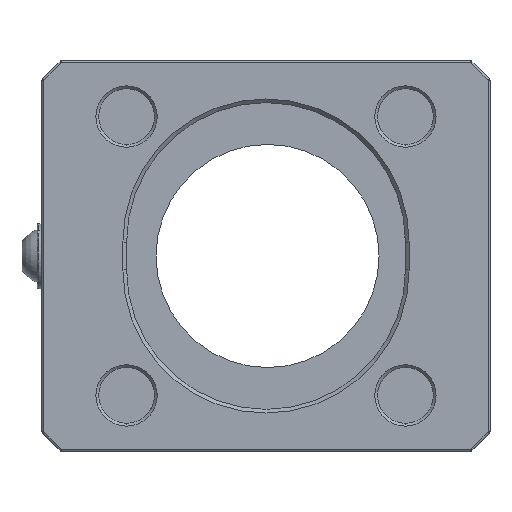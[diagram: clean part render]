
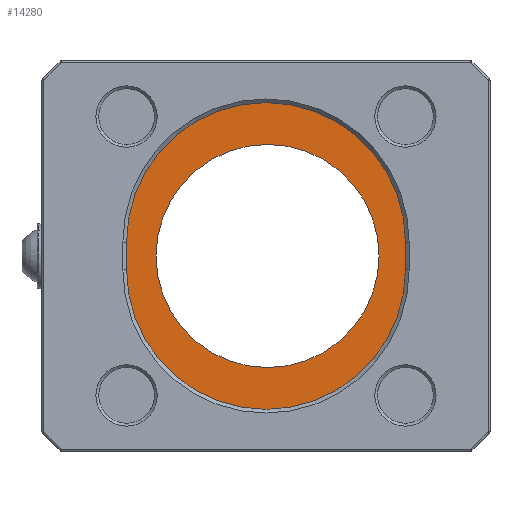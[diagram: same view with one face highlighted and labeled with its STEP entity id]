
A CAD part, front view. The second image highlights one B-rep face of the part: STEP entity #14280.
In plain terms, the highlighted planar face has unit normal (0, -1, 0).
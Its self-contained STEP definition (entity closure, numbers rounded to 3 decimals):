
#440 = CARTESIAN_POINT ( 'NONE',  ( 13.423, 3.553, 21. ) ) ;
#441 = LINE ( 'NONE', #27710, #8348 ) ;
#896 = AXIS2_PLACEMENT_3D ( 'NONE', #12114, #902, #31587 ) ;
#902 = DIRECTION ( 'NONE',  ( 0., 1., 0. ) ) ;
#971 = DIRECTION ( 'NONE',  ( 1., 0., 0. ) ) ;
#985 = DIRECTION ( 'NONE',  ( 0., 0., 1. ) ) ;
#1758 = VECTOR ( 'NONE', #15767, 1000. ) ;
#2101 = VECTOR ( 'NONE', #6400, 1000. ) ;
#2258 = FACE_BOUND ( 'NONE', #23550, .T. ) ;
#2659 = CARTESIAN_POINT ( 'NONE',  ( 4.784, 3.553, 0. ) ) ;
#4097 = VERTEX_POINT ( 'NONE', #15971 ) ;
#4246 = EDGE_CURVE ( 'NONE', #4381, #24586, #28069, .T. ) ;
#4381 = VERTEX_POINT ( 'NONE', #15054 ) ;
#4721 = VERTEX_POINT ( 'NONE', #23634 ) ;
#5284 = ORIENTED_EDGE ( 'NONE', *, *, #35729, .T. ) ;
#5512 = EDGE_CURVE ( 'NONE', #13715, #8230, #8408, .T. ) ;
#5763 = DIRECTION ( 'NONE',  ( -1., 0., 0. ) ) ;
#5958 = LINE ( 'NONE', #16593, #23786 ) ;
#6244 = ORIENTED_EDGE ( 'NONE', *, *, #19856, .T. ) ;
#6400 = DIRECTION ( 'NONE',  ( -1., 0., 0. ) ) ;
#6751 = CARTESIAN_POINT ( 'NONE',  ( -30.417, 3.553, -3.25 ) ) ;
#7271 = EDGE_CURVE ( 'NONE', #4097, #13509, #12559, .T. ) ;
#7372 = VECTOR ( 'NONE', #971, 1000. ) ;
#8225 = PLANE ( 'NONE',  #30586 ) ;
#8229 = ORIENTED_EDGE ( 'NONE', *, *, #7271, .T. ) ;
#8230 = VERTEX_POINT ( 'NONE', #2659 ) ;
#8348 = VECTOR ( 'NONE', #33841, 1000. ) ;
#8408 = CIRCLE ( 'NONE', #896, 12. ) ;
#8483 = CARTESIAN_POINT ( 'NONE',  ( -27.855, 3.553, 20.8 ) ) ;
#9874 = VERTEX_POINT ( 'NONE', #26733 ) ;
#10214 = CARTESIAN_POINT ( 'NONE',  ( 13.623, 3.553, 21. ) ) ;
#10570 = DIRECTION ( 'NONE',  ( 1., 0., 0. ) ) ;
#10933 = DIRECTION ( 'NONE',  ( 0., 1., 0. ) ) ;
#11884 = VECTOR ( 'NONE', #985, 1000. ) ;
#12114 = CARTESIAN_POINT ( 'NONE',  ( -7.216, 3.553, 0. ) ) ;
#12478 = VECTOR ( 'NONE', #5763, 1000. ) ;
#12559 = LINE ( 'NONE', #18110, #1758 ) ;
#13509 = VERTEX_POINT ( 'NONE', #31114 ) ;
#13715 = VERTEX_POINT ( 'NONE', #25256 ) ;
#13826 = CARTESIAN_POINT ( 'NONE',  ( -7.216, 3.553, 0. ) ) ;
#14280 = ADVANCED_FACE ( 'NONE', ( #2258, #24450 ), #8225, .F. ) ;
#14687 = CARTESIAN_POINT ( 'NONE',  ( 13.623, 3.553, 3.25 ) ) ;
#15054 = CARTESIAN_POINT ( 'NONE',  ( 13.423, 3.553, -20.8 ) ) ;
#15215 = CARTESIAN_POINT ( 'NONE',  ( -27.855, 3.553, 21. ) ) ;
#15255 = CARTESIAN_POINT ( 'NONE',  ( 13.423, 3.553, 20.8 ) ) ;
#15767 = DIRECTION ( 'NONE',  ( 0., 0., -1. ) ) ;
#15931 = ORIENTED_EDGE ( 'NONE', *, *, #33269, .T. ) ;
#15971 = CARTESIAN_POINT ( 'NONE',  ( -27.855, 3.553, 20.8 ) ) ;
#16039 = ORIENTED_EDGE ( 'NONE', *, *, #18221, .T. ) ;
#16293 = ORIENTED_EDGE ( 'NONE', *, *, #5512, .T. ) ;
#16593 = CARTESIAN_POINT ( 'NONE',  ( 13.623, 3.553, -20.8 ) ) ;
#17615 = AXIS2_PLACEMENT_3D ( 'NONE', #13826, #19564, #30414 ) ;
#17735 = DIRECTION ( 'NONE',  ( 0., 0., -1. ) ) ;
#17912 = LINE ( 'NONE', #14687, #7372 ) ;
#18110 = CARTESIAN_POINT ( 'NONE',  ( -27.855, 3.553, 21. ) ) ;
#18221 = EDGE_CURVE ( 'NONE', #24586, #4097, #22171, .T. ) ;
#18985 = EDGE_CURVE ( 'NONE', #4721, #24248, #20615, .T. ) ;
#19227 = CARTESIAN_POINT ( 'NONE',  ( -25.416, 3.553, 3.25 ) ) ;
#19564 = DIRECTION ( 'NONE',  ( 0., 1., 0. ) ) ;
#19856 = EDGE_CURVE ( 'NONE', #13509, #22593, #17912, .T. ) ;
#20575 = CARTESIAN_POINT ( 'NONE',  ( -27.855, 3.553, -3.25 ) ) ;
#20615 = LINE ( 'NONE', #6751, #2101 ) ;
#20799 = LINE ( 'NONE', #15215, #34574 ) ;
#20835 = EDGE_LOOP ( 'NONE', ( #28279, #15931, #32392, #16039, #8229, #6244, #5284, #23507 ) ) ;
#22171 = LINE ( 'NONE', #8483, #12478 ) ;
#22593 = VERTEX_POINT ( 'NONE', #19227 ) ;
#23507 = ORIENTED_EDGE ( 'NONE', *, *, #18985, .T. ) ;
#23550 = EDGE_LOOP ( 'NONE', ( #16293, #35406 ) ) ;
#23634 = CARTESIAN_POINT ( 'NONE',  ( -25.416, 3.553, -3.25 ) ) ;
#23786 = VECTOR ( 'NONE', #27608, 1000. ) ;
#24248 = VERTEX_POINT ( 'NONE', #20575 ) ;
#24450 = FACE_OUTER_BOUND ( 'NONE', #20835, .T. ) ;
#24586 = VERTEX_POINT ( 'NONE', #15255 ) ;
#24963 = EDGE_CURVE ( 'NONE', #24248, #9874, #20799, .T. ) ;
#25256 = CARTESIAN_POINT ( 'NONE',  ( -19.216, 3.553, 0. ) ) ;
#26733 = CARTESIAN_POINT ( 'NONE',  ( -27.855, 3.553, -20.8 ) ) ;
#27608 = DIRECTION ( 'NONE',  ( 1., 0., 0. ) ) ;
#27710 = CARTESIAN_POINT ( 'NONE',  ( -25.416, 3.553, 3.25 ) ) ;
#27765 = EDGE_CURVE ( 'NONE', #8230, #13715, #33198, .T. ) ;
#28069 = LINE ( 'NONE', #440, #11884 ) ;
#28279 = ORIENTED_EDGE ( 'NONE', *, *, #24963, .T. ) ;
#30414 = DIRECTION ( 'NONE',  ( -1., 0., 0. ) ) ;
#30586 = AXIS2_PLACEMENT_3D ( 'NONE', #10214, #10933, #10570 ) ;
#31114 = CARTESIAN_POINT ( 'NONE',  ( -27.855, 3.553, 3.25 ) ) ;
#31587 = DIRECTION ( 'NONE',  ( -1., 0., 0. ) ) ;
#32392 = ORIENTED_EDGE ( 'NONE', *, *, #4246, .T. ) ;
#33198 = CIRCLE ( 'NONE', #17615, 12. ) ;
#33269 = EDGE_CURVE ( 'NONE', #9874, #4381, #5958, .T. ) ;
#33841 = DIRECTION ( 'NONE',  ( 0., 0., -1. ) ) ;
#34574 = VECTOR ( 'NONE', #17735, 1000. ) ;
#35406 = ORIENTED_EDGE ( 'NONE', *, *, #27765, .T. ) ;
#35729 = EDGE_CURVE ( 'NONE', #22593, #4721, #441, .T. ) ;
